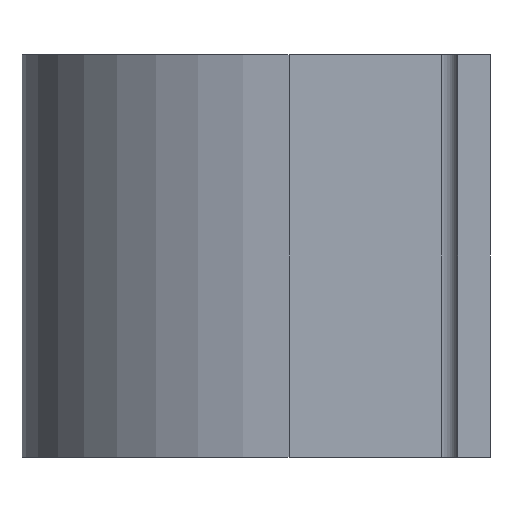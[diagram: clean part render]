
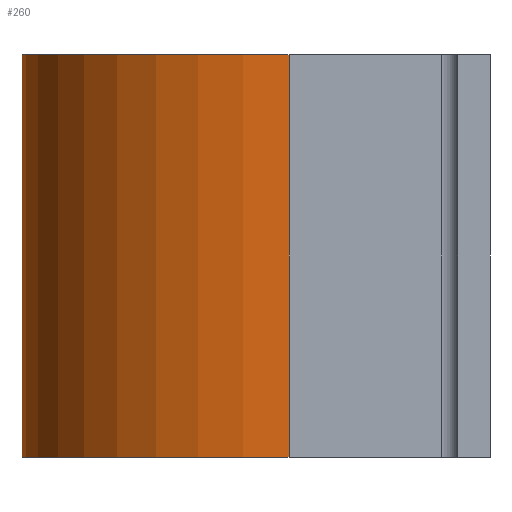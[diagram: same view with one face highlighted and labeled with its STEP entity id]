
A CAD part, left-side view. The second image highlights one B-rep face of the part: STEP entity #260.
In plain terms, the highlighted cylindrical face has radius 12.636 mm (diameter 25.273 mm), a partial arc.
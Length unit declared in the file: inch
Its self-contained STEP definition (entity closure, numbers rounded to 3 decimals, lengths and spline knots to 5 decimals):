
#9 = AXIS2_PLACEMENT_3D ( 'NONE', #215, #92, #164 ) ;
#42 = CARTESIAN_POINT ( 'NONE',  ( 0.8145, 0.3745, 0.375 ) ) ;
#53 = CARTESIAN_POINT ( 'NONE',  ( 1.8095, 0.3745, -0.375 ) ) ;
#75 = EDGE_CURVE ( 'NONE', #78, #93, #463, .T. ) ;
#78 = VERTEX_POINT ( 'NONE', #42 ) ;
#88 = DIRECTION ( 'NONE',  ( 0., 0., -1. ) ) ;
#91 = DIRECTION ( 'NONE',  ( 1., 0., 0. ) ) ;
#92 = DIRECTION ( 'NONE',  ( 0., 0., -1. ) ) ;
#93 = VERTEX_POINT ( 'NONE', #316 ) ;
#114 = CARTESIAN_POINT ( 'NONE',  ( 0.8145, 0.3745, 0.375 ) ) ;
#117 = ORIENTED_EDGE ( 'NONE', *, *, #427, .F. ) ;
#131 = VECTOR ( 'NONE', #203, 39.37008 ) ;
#163 = CARTESIAN_POINT ( 'NONE',  ( 1.312, 0.3745, 0.375 ) ) ;
#164 = DIRECTION ( 'NONE',  ( 1., 0., 0. ) ) ;
#203 = DIRECTION ( 'NONE',  ( 0., 0., -1. ) ) ;
#215 = CARTESIAN_POINT ( 'NONE',  ( 1.312, 0.3745, 0.375 ) ) ;
#232 = CARTESIAN_POINT ( 'NONE',  ( 1.8095, 0.3745, 0.375 ) ) ;
#233 = CYLINDRICAL_SURFACE ( 'NONE', #263, 0.4975 ) ;
#245 = LINE ( 'NONE', #114, #131 ) ;
#250 = VERTEX_POINT ( 'NONE', #469 ) ;
#254 = FACE_OUTER_BOUND ( 'NONE', #291, .T. ) ;
#260 = ADVANCED_FACE ( 'NONE', ( #254 ), #233, .T. ) ;
#263 = AXIS2_PLACEMENT_3D ( 'NONE', #163, #481, #528 ) ;
#267 = EDGE_CURVE ( 'NONE', #78, #250, #245, .T. ) ;
#272 = DIRECTION ( 'NONE',  ( 0., 0., -1. ) ) ;
#291 = EDGE_LOOP ( 'NONE', ( #117, #430, #348, #329 ) ) ;
#316 = CARTESIAN_POINT ( 'NONE',  ( 1.8095, 0.3745, 0.375 ) ) ;
#329 = ORIENTED_EDGE ( 'NONE', *, *, #542, .T. ) ;
#339 = VERTEX_POINT ( 'NONE', #53 ) ;
#348 = ORIENTED_EDGE ( 'NONE', *, *, #75, .T. ) ;
#398 = CARTESIAN_POINT ( 'NONE',  ( 1.312, 0.3745, -0.375 ) ) ;
#421 = CIRCLE ( 'NONE', #448, 0.4975 ) ;
#427 = EDGE_CURVE ( 'NONE', #250, #339, #421, .T. ) ;
#430 = ORIENTED_EDGE ( 'NONE', *, *, #267, .F. ) ;
#448 = AXIS2_PLACEMENT_3D ( 'NONE', #398, #272, #91 ) ;
#463 = CIRCLE ( 'NONE', #9, 0.4975 ) ;
#469 = CARTESIAN_POINT ( 'NONE',  ( 0.8145, 0.3745, -0.375 ) ) ;
#481 = DIRECTION ( 'NONE',  ( 0., 0., -1. ) ) ;
#503 = LINE ( 'NONE', #232, #509 ) ;
#509 = VECTOR ( 'NONE', #88, 39.37008 ) ;
#528 = DIRECTION ( 'NONE',  ( -1., 0., 0. ) ) ;
#542 = EDGE_CURVE ( 'NONE', #93, #339, #503, .T. ) ;
